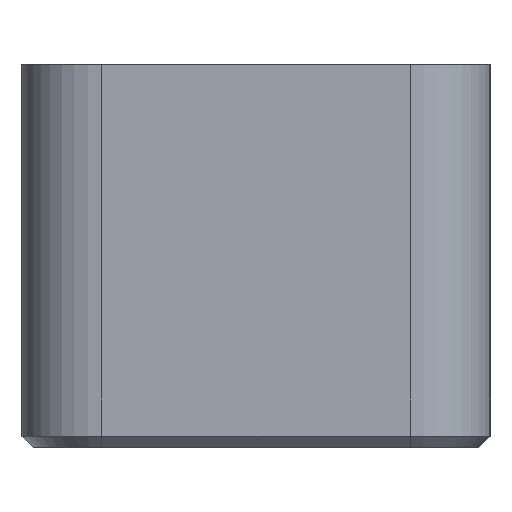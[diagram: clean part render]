
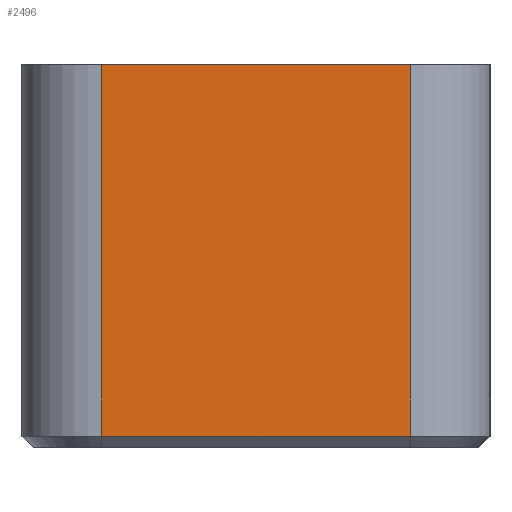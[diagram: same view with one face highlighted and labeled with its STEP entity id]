
A CAD part, left-side view. The second image highlights one B-rep face of the part: STEP entity #2496.
In plain terms, the highlighted planar face has unit normal (-1, 0, 0).
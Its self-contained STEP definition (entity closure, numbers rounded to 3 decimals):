
#32 = PLANE('',#33);
#33 = AXIS2_PLACEMENT_3D('',#34,#35,#36);
#34 = CARTESIAN_POINT('',(0.,0.,33.7));
#35 = DIRECTION('',(0.,0.,1.));
#36 = DIRECTION('',(1.,0.,0.));
#448 = VERTEX_POINT('',#449);
#449 = CARTESIAN_POINT('',(0.,34.2,33.7));
#468 = CYLINDRICAL_SURFACE('',#469,7.);
#469 = AXIS2_PLACEMENT_3D('',#470,#471,#472);
#470 = CARTESIAN_POINT('',(7.,34.2,33.7));
#471 = DIRECTION('',(0.,0.,-1.));
#472 = DIRECTION('',(-1.,-0.,-0.));
#480 = EDGE_CURVE('',#448,#481,#483,.T.);
#481 = VERTEX_POINT('',#482);
#482 = CARTESIAN_POINT('',(0.,7.,33.7));
#483 = SURFACE_CURVE('',#484,(#488,#495),.PCURVE_S1.);
#484 = LINE('',#485,#486);
#485 = CARTESIAN_POINT('',(0.,41.2,33.7));
#486 = VECTOR('',#487,1.);
#487 = DIRECTION('',(0.,-1.,0.));
#488 = PCURVE('',#32,#489);
#489 = DEFINITIONAL_REPRESENTATION('',(#490),#494);
#490 = LINE('',#491,#492);
#491 = CARTESIAN_POINT('',(0.,41.2));
#492 = VECTOR('',#493,1.);
#493 = DIRECTION('',(0.,-1.));
#494 = ( GEOMETRIC_REPRESENTATION_CONTEXT(2) 
PARAMETRIC_REPRESENTATION_CONTEXT() REPRESENTATION_CONTEXT('2D SPACE',''
  ) );
#495 = PCURVE('',#496,#501);
#496 = PLANE('',#497);
#497 = AXIS2_PLACEMENT_3D('',#498,#499,#500);
#498 = CARTESIAN_POINT('',(0.,0.,0.));
#499 = DIRECTION('',(1.,0.,0.));
#500 = DIRECTION('',(0.,0.,1.));
#501 = DEFINITIONAL_REPRESENTATION('',(#502),#506);
#502 = LINE('',#503,#504);
#503 = CARTESIAN_POINT('',(33.7,-41.2));
#504 = VECTOR('',#505,1.);
#505 = DIRECTION('',(0.,1.));
#506 = ( GEOMETRIC_REPRESENTATION_CONTEXT(2) 
PARAMETRIC_REPRESENTATION_CONTEXT() REPRESENTATION_CONTEXT('2D SPACE',''
  ) );
#523 = CYLINDRICAL_SURFACE('',#524,7.);
#524 = AXIS2_PLACEMENT_3D('',#525,#526,#527);
#525 = CARTESIAN_POINT('',(7.,7.,0.));
#526 = DIRECTION('',(0.,0.,1.));
#527 = DIRECTION('',(-1.,0.,0.));
#2445 = EDGE_CURVE('',#448,#2446,#2448,.T.);
#2446 = VERTEX_POINT('',#2447);
#2447 = CARTESIAN_POINT('',(0.,34.2,1.));
#2448 = SURFACE_CURVE('',#2449,(#2453,#2460),.PCURVE_S1.);
#2449 = LINE('',#2450,#2451);
#2450 = CARTESIAN_POINT('',(0.,34.2,33.7));
#2451 = VECTOR('',#2452,1.);
#2452 = DIRECTION('',(0.,0.,-1.));
#2453 = PCURVE('',#468,#2454);
#2454 = DEFINITIONAL_REPRESENTATION('',(#2455),#2459);
#2455 = LINE('',#2456,#2457);
#2456 = CARTESIAN_POINT('',(0.,0.));
#2457 = VECTOR('',#2458,1.);
#2458 = DIRECTION('',(0.,1.));
#2459 = ( GEOMETRIC_REPRESENTATION_CONTEXT(2) 
PARAMETRIC_REPRESENTATION_CONTEXT() REPRESENTATION_CONTEXT('2D SPACE',''
  ) );
#2460 = PCURVE('',#496,#2461);
#2461 = DEFINITIONAL_REPRESENTATION('',(#2462),#2466);
#2462 = LINE('',#2463,#2464);
#2463 = CARTESIAN_POINT('',(33.7,-34.2));
#2464 = VECTOR('',#2465,1.);
#2465 = DIRECTION('',(-1.,0.));
#2466 = ( GEOMETRIC_REPRESENTATION_CONTEXT(2) 
PARAMETRIC_REPRESENTATION_CONTEXT() REPRESENTATION_CONTEXT('2D SPACE',''
  ) );
#2496 = ADVANCED_FACE('',(#2497),#496,.F.);
#2497 = FACE_BOUND('',#2498,.F.);
#2498 = EDGE_LOOP('',(#2499,#2522,#2548,#2549));
#2499 = ORIENTED_EDGE('',*,*,#2500,.F.);
#2500 = EDGE_CURVE('',#2501,#481,#2503,.T.);
#2501 = VERTEX_POINT('',#2502);
#2502 = CARTESIAN_POINT('',(0.,7.,1.));
#2503 = SURFACE_CURVE('',#2504,(#2508,#2515),.PCURVE_S1.);
#2504 = LINE('',#2505,#2506);
#2505 = CARTESIAN_POINT('',(0.,7.,0.));
#2506 = VECTOR('',#2507,1.);
#2507 = DIRECTION('',(0.,0.,1.));
#2508 = PCURVE('',#496,#2509);
#2509 = DEFINITIONAL_REPRESENTATION('',(#2510),#2514);
#2510 = LINE('',#2511,#2512);
#2511 = CARTESIAN_POINT('',(0.,-7.));
#2512 = VECTOR('',#2513,1.);
#2513 = DIRECTION('',(1.,0.));
#2514 = ( GEOMETRIC_REPRESENTATION_CONTEXT(2) 
PARAMETRIC_REPRESENTATION_CONTEXT() REPRESENTATION_CONTEXT('2D SPACE',''
  ) );
#2515 = PCURVE('',#523,#2516);
#2516 = DEFINITIONAL_REPRESENTATION('',(#2517),#2521);
#2517 = LINE('',#2518,#2519);
#2518 = CARTESIAN_POINT('',(0.,0.));
#2519 = VECTOR('',#2520,1.);
#2520 = DIRECTION('',(0.,1.));
#2521 = ( GEOMETRIC_REPRESENTATION_CONTEXT(2) 
PARAMETRIC_REPRESENTATION_CONTEXT() REPRESENTATION_CONTEXT('2D SPACE',''
  ) );
#2522 = ORIENTED_EDGE('',*,*,#2523,.F.);
#2523 = EDGE_CURVE('',#2446,#2501,#2524,.T.);
#2524 = SURFACE_CURVE('',#2525,(#2529,#2536),.PCURVE_S1.);
#2525 = LINE('',#2526,#2527);
#2526 = CARTESIAN_POINT('',(0.,34.2,1.));
#2527 = VECTOR('',#2528,1.);
#2528 = DIRECTION('',(-0.,-1.,-0.));
#2529 = PCURVE('',#496,#2530);
#2530 = DEFINITIONAL_REPRESENTATION('',(#2531),#2535);
#2531 = LINE('',#2532,#2533);
#2532 = CARTESIAN_POINT('',(1.,-34.2));
#2533 = VECTOR('',#2534,1.);
#2534 = DIRECTION('',(-0.,1.));
#2535 = ( GEOMETRIC_REPRESENTATION_CONTEXT(2) 
PARAMETRIC_REPRESENTATION_CONTEXT() REPRESENTATION_CONTEXT('2D SPACE',''
  ) );
#2536 = PCURVE('',#2537,#2542);
#2537 = PLANE('',#2538);
#2538 = AXIS2_PLACEMENT_3D('',#2539,#2540,#2541);
#2539 = CARTESIAN_POINT('',(0.5,34.2,0.5));
#2540 = DIRECTION('',(-0.707,0.,-0.707));
#2541 = DIRECTION('',(0.,1.,0.));
#2542 = DEFINITIONAL_REPRESENTATION('',(#2543),#2547);
#2543 = LINE('',#2544,#2545);
#2544 = CARTESIAN_POINT('',(-0.,-0.707));
#2545 = VECTOR('',#2546,1.);
#2546 = DIRECTION('',(-1.,0.));
#2547 = ( GEOMETRIC_REPRESENTATION_CONTEXT(2) 
PARAMETRIC_REPRESENTATION_CONTEXT() REPRESENTATION_CONTEXT('2D SPACE',''
  ) );
#2548 = ORIENTED_EDGE('',*,*,#2445,.F.);
#2549 = ORIENTED_EDGE('',*,*,#480,.T.);
